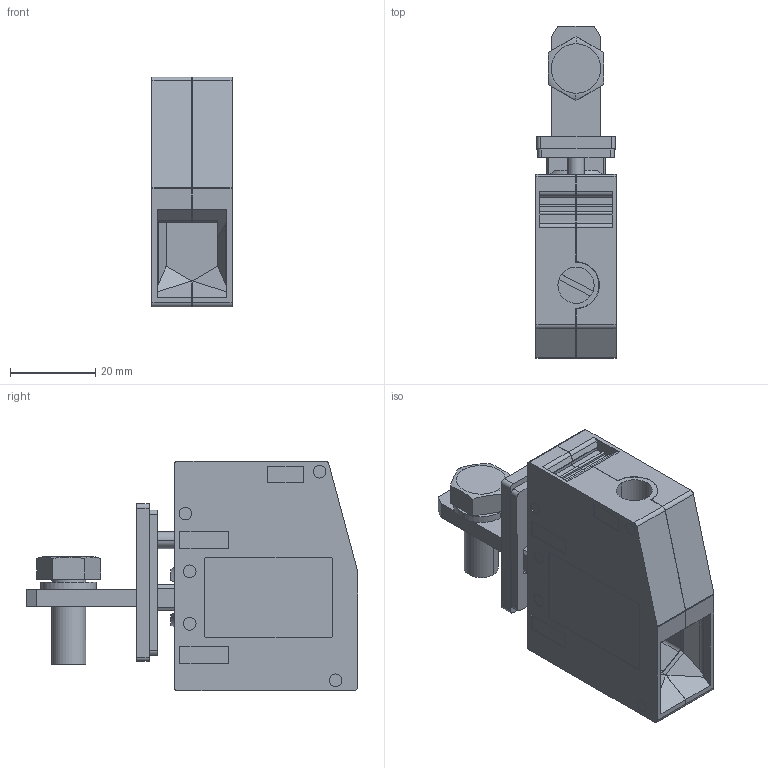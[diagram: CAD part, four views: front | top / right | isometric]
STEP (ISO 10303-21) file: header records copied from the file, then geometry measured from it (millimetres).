
FILE_DESCRIPTION(('Creo Elements/Direct Modeling STEP Export'),'2;1');
FILE_NAME('model.stp','2020-11-10T 0:20:39',(''),(''),'Creo Elements/Direct Modeling STEP processor for AP214 (Solid Model)','Creo Elements/Direct Modeling 20.1A 29-Sep-2018 (C) Parametric Technology GmbH','');
FILE_SCHEMA(('AUTOMOTIVE_DESIGN { 1 0 10303 214 1 1 1 1 }'));
Length unit declared in the file: millimetre
Products named in the file (7): LR_M8_20_SW; PK_HDFK_50A_VP; PK_HDFK_50I_VP_DP; CO_HDFK_50_VP_METALL; KK_UHV_50_TASCHE; AC_UHV_50_KH_SCHR_M6x19_5; HDFK 50-VP-DP
Assembly tree (6 placements, depth 2):
  HDFK 50-VP-DP
    AC_UHV_50_KH_SCHR_M6x19_5
    KK_UHV_50_TASCHE
    CO_HDFK_50_VP_METALL
    PK_HDFK_50I_VP_DP
    PK_HDFK_50A_VP
    LR_M8_20_SW
Bounding box: 18.8 x 77.91 x 53.99 mm (x, y, z)
Volume: 37573.4 mm3; surface area: 24032.5 mm2
Topology: 6 solids, 6 shells, 813 faces, 2230 edges, 1488 vertices
Faces by surface type: plane 644, cylinder 113, extrusion 35, cone 17, torus 4
Entity records: 33620 total; most frequent: CARTESIAN_POINT 6735, ORIENTED_EDGE 4460, DIRECTION 3725, EDGE_CURVE 2230, VECTOR 1829, LINE 1794, VERTEX_POINT 1488, AXIS2_PLACEMENT_3D 948
